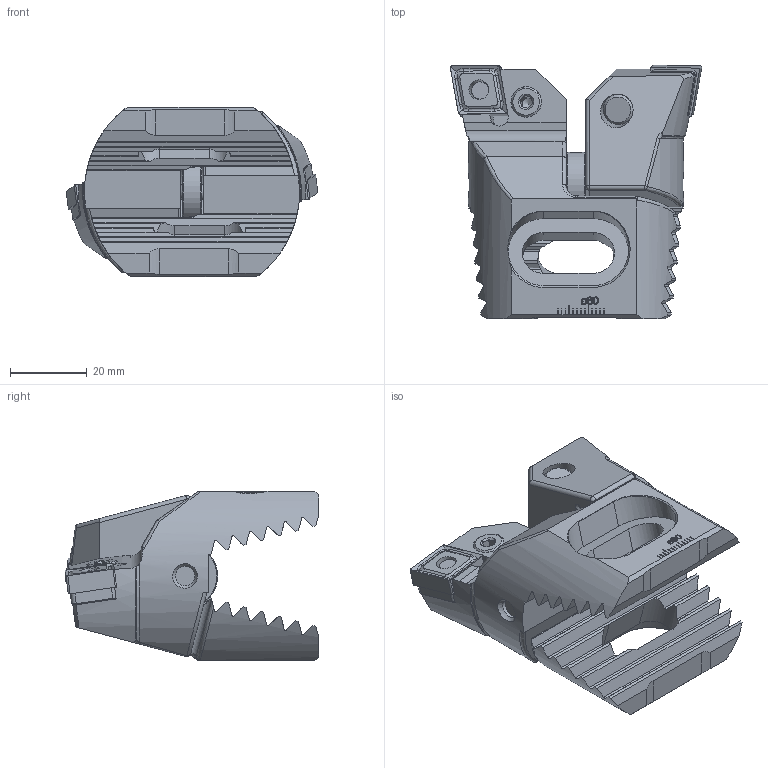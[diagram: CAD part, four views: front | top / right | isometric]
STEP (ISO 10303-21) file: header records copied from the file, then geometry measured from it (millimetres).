
FILE_DESCRIPTION (( 'STEP AP214' ), '1' );
FILE_NAME ('Z55.WCD.B12.037.STEP', '2020-08-14T11:46:00', ( '' ), ( '' ), 'SwSTEP 2.0', 'SolidWorks 2017', '' );
FILE_SCHEMA (( 'AUTOMOTIVE_DESIGN' ));
Length unit declared in the file: millimetre
Products named in the file (12): Z55-ER3.000.052; Z55-ER3.001.052_A; WCD; WCD-ER3.101.000_A; WCD-ER1.101.000; WCD-ER4.101.017_A; Z42-ER3.002.005_A; WCD-ER2.101.003_A; CNMG120404; Z55-xxx.001.037_C_CN12; ISO 4026 - M4 x 5; Z55.WCD.B12.037
Assembly tree (18 placements, depth 3):
  Z55.WCD.B12.037
    Z55-xxx.001.037_C_CN12  x2
    WCD  x2
      WCD-ER4.101.017_A
      WCD-ER3.101.000_A
    WCD-ER1.101.000  x2
    CNMG120404  x2
    WCD-ER2.101.003_A  x2
    Z55-ER3.000.052
      Z55-ER3.001.052_A
      Z42-ER3.002.005_A
      ISO 4026 - M4 x 5  x3
Bounding box: 65.5 x 65.99 x 44.2 mm (x, y, z)
Volume: 64398.2 mm3; surface area: 27506.2 mm2
Topology: 17 solids, 17 shells, 817 faces, 2100 edges, 1327 vertices
Faces by surface type: plane 445, cylinder 135, bspline 130, cone 81, torus 18, sphere 8
Full cylindrical faces by diameter (mm): 2 x2, 3.3 x3, 3.55 x2, 3.8 x2, 4 x3, 5 x2, 5.16 x2, 6 x4, 6.4 x4, 7 x2, 7.9 x4, 8 x2, 8.4 x2, 17 x1
Entity records: 17362 total; most frequent: CARTESIAN_POINT 6474, ORIENTED_EDGE 2008, DIRECTION 1613, EDGE_CURVE 1004, VERTEX_POINT 666, VECTOR 543, LINE 543, AXIS2_PLACEMENT_3D 535
